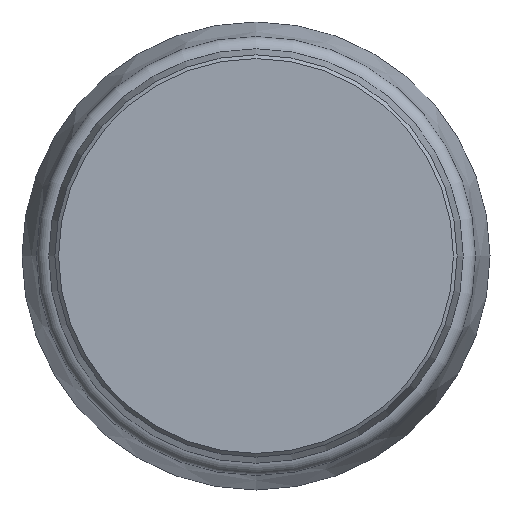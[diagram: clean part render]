
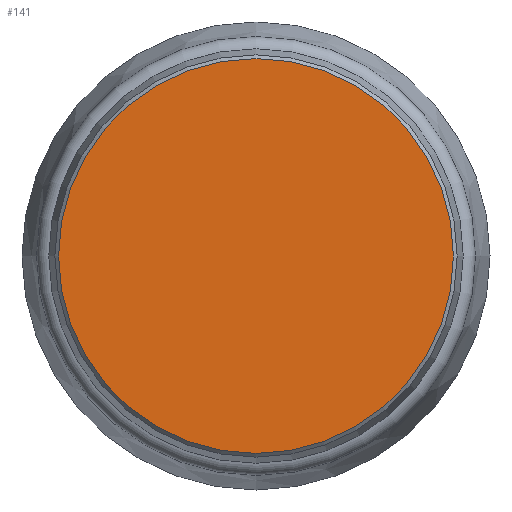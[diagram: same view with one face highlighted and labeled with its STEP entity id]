
A CAD part, left-side view. The second image highlights one B-rep face of the part: STEP entity #141.
In plain terms, the highlighted planar face has unit normal (-1, 0, 0).
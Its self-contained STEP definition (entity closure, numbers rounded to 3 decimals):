
#20=PLANE('',#159);
#35=FACE_OUTER_BOUND('',#49,.T.);
#49=EDGE_LOOP('',(#110));
#70=CIRCLE('',#157,13.5);
#83=VERTEX_POINT('',#238);
#95=EDGE_CURVE('',#83,#83,#70,.T.);
#110=ORIENTED_EDGE('',*,*,#95,.F.);
#141=ADVANCED_FACE('',(#35),#20,.T.);
#157=AXIS2_PLACEMENT_3D('',#239,#186,#187);
#159=AXIS2_PLACEMENT_3D('',#242,#190,#191);
#186=DIRECTION('center_axis',(1.,0.,0.));
#187=DIRECTION('ref_axis',(0.,-1.,0.));
#190=DIRECTION('center_axis',(-1.,0.,0.));
#191=DIRECTION('ref_axis',(0.,0.,1.));
#238=CARTESIAN_POINT('',(0.,13.5,0.));
#239=CARTESIAN_POINT('Origin',(0.,0.,0.));
#242=CARTESIAN_POINT('Origin',(0.,6.85,0.));
